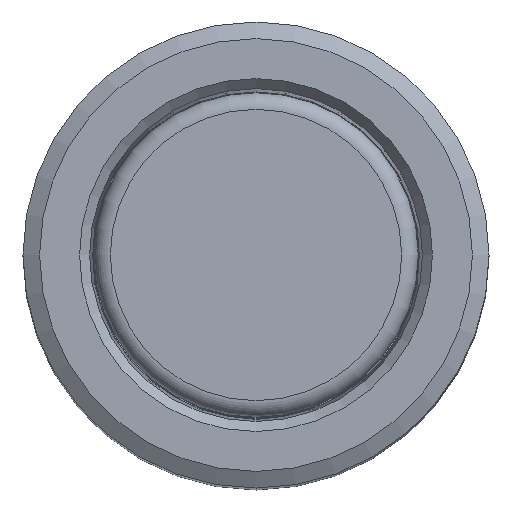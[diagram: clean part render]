
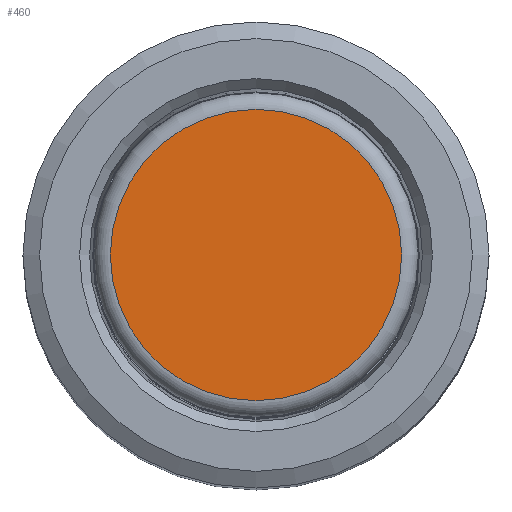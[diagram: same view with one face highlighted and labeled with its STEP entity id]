
A CAD part, top view. The second image highlights one B-rep face of the part: STEP entity #460.
In plain terms, the highlighted planar face has unit normal (0, 0, 1).
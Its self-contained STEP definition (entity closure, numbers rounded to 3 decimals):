
#80=FACE_OUTER_BOUND('',#105,.T.);
#105=EDGE_LOOP('',(#331,#332));
#135=CIRCLE('',#544,4.375);
#136=CIRCLE('',#545,4.375);
#192=VERTEX_POINT('',#822);
#193=VERTEX_POINT('',#824);
#246=EDGE_CURVE('',#192,#193,#135,.T.);
#247=EDGE_CURVE('',#193,#192,#136,.T.);
#331=ORIENTED_EDGE('',*,*,#247,.F.);
#332=ORIENTED_EDGE('',*,*,#246,.F.);
#450=PLANE('',#550);
#460=ADVANCED_FACE('',(#80),#450,.T.);
#544=AXIS2_PLACEMENT_3D('',#825,#644,#645);
#545=AXIS2_PLACEMENT_3D('',#826,#646,#647);
#550=AXIS2_PLACEMENT_3D('',#834,#657,#658);
#644=DIRECTION('center_axis',(0.,0.,-1.));
#645=DIRECTION('ref_axis',(0.,-1.,0.));
#646=DIRECTION('center_axis',(0.,0.,-1.));
#647=DIRECTION('ref_axis',(0.,-1.,0.));
#657=DIRECTION('center_axis',(0.,0.,1.));
#658=DIRECTION('ref_axis',(1.,0.,0.));
#822=CARTESIAN_POINT('',(-5.242,5.992,34.25));
#824=CARTESIAN_POINT('',(-9.617,10.367,34.25));
#825=CARTESIAN_POINT('Origin',(-9.617,5.992,34.25));
#826=CARTESIAN_POINT('Origin',(-9.617,5.992,34.25));
#834=CARTESIAN_POINT('Origin',(-9.617,10.867,34.25));
